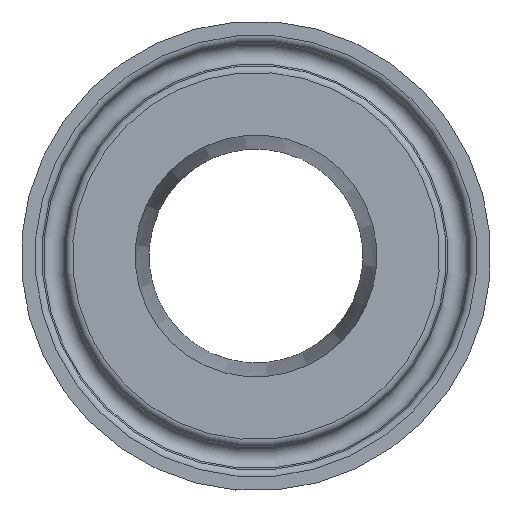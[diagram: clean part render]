
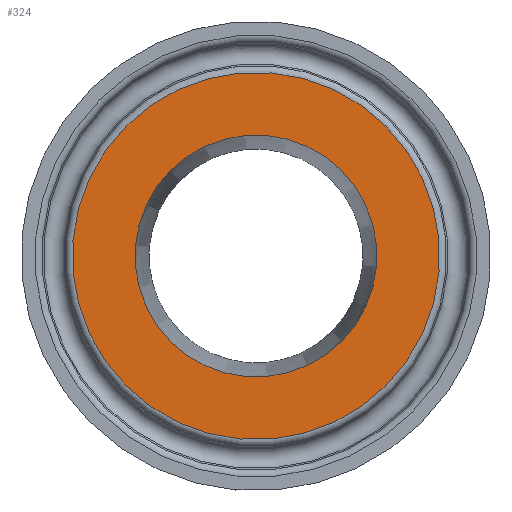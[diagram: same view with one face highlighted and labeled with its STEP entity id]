
A CAD part, left-side view. The second image highlights one B-rep face of the part: STEP entity #324.
In plain terms, the highlighted planar face has unit normal (-1, 0, 0).
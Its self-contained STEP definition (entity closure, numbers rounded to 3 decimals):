
#43=FACE_BOUND('',#110,.T.);
#70=FACE_OUTER_BOUND('',#109,.T.);
#109=EDGE_LOOP('',(#244));
#110=EDGE_LOOP('',(#245));
#152=CIRCLE('',#365,19.747);
#154=CIRCLE('',#369,13.);
#179=VERTEX_POINT('',#543);
#181=VERTEX_POINT('',#549);
#206=EDGE_CURVE('',#179,#179,#152,.T.);
#208=EDGE_CURVE('',#181,#181,#154,.T.);
#244=ORIENTED_EDGE('',*,*,#206,.F.);
#245=ORIENTED_EDGE('',*,*,#208,.F.);
#277=PLANE('',#368);
#324=ADVANCED_FACE('',(#70,#43),#277,.T.);
#365=AXIS2_PLACEMENT_3D('',#544,#445,#446);
#368=AXIS2_PLACEMENT_3D('',#548,#451,#452);
#369=AXIS2_PLACEMENT_3D('',#550,#453,#454);
#445=DIRECTION('center_axis',(1.,0.,0.));
#446=DIRECTION('ref_axis',(0.,-0.966,0.26));
#451=DIRECTION('center_axis',(-1.,0.,0.));
#452=DIRECTION('ref_axis',(0.,0.26,0.966));
#453=DIRECTION('center_axis',(-1.,0.,0.));
#454=DIRECTION('ref_axis',(0.,0.26,0.966));
#543=CARTESIAN_POINT('',(-80.5,19.067,-5.136));
#544=CARTESIAN_POINT('Origin',(-80.5,0.,0.));
#548=CARTESIAN_POINT('Origin',(-80.5,12.553,-3.381));
#549=CARTESIAN_POINT('',(-80.5,12.553,-3.381));
#550=CARTESIAN_POINT('Origin',(-80.5,0.,0.));
